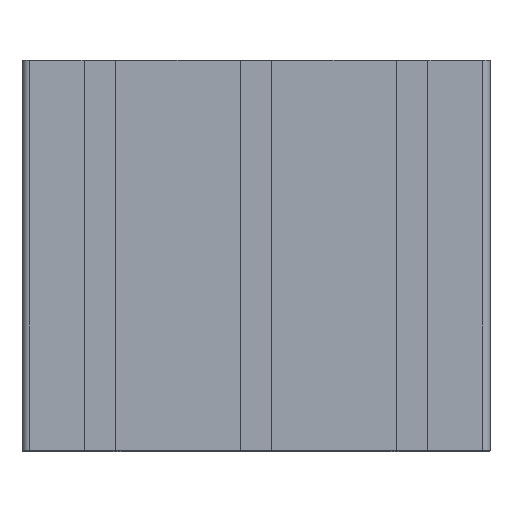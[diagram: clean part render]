
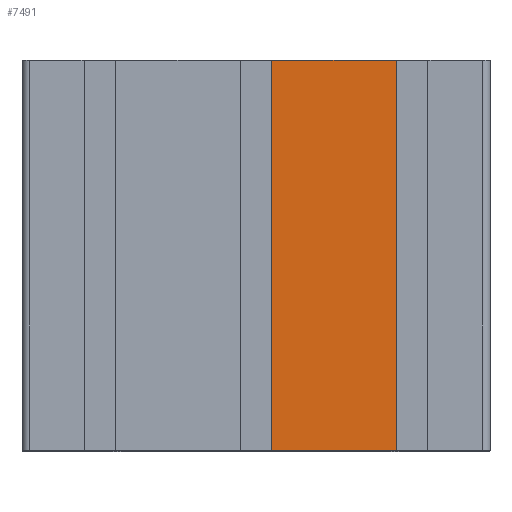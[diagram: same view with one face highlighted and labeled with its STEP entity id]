
A CAD part, top view. The second image highlights one B-rep face of the part: STEP entity #7491.
In plain terms, the highlighted planar face has unit normal (0, 0, 1).
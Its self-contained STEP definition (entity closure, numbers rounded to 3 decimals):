
#554=LINE('',#12165,#1322);
#556=LINE('',#12169,#1324);
#557=LINE('',#12171,#1325);
#558=LINE('',#12172,#1326);
#1322=VECTOR('',#9916,100.);
#1324=VECTOR('',#9920,31.8);
#1325=VECTOR('',#9921,100.);
#1326=VECTOR('',#9922,31.8);
#1690=PLANE('',#8125);
#2057=FACE_OUTER_BOUND('',#2442,.T.);
#2442=EDGE_LOOP('',(#5859,#5860,#5861,#5862));
#3475=VERTEX_POINT('',#12162);
#3476=VERTEX_POINT('',#12164);
#3477=VERTEX_POINT('',#12168);
#3478=VERTEX_POINT('',#12170);
#4482=EDGE_CURVE('',#3475,#3476,#554,.T.);
#4484=EDGE_CURVE('',#3477,#3475,#556,.T.);
#4485=EDGE_CURVE('',#3477,#3478,#557,.T.);
#4486=EDGE_CURVE('',#3478,#3476,#558,.T.);
#5859=ORIENTED_EDGE('',*,*,#4484,.F.);
#5860=ORIENTED_EDGE('',*,*,#4485,.T.);
#5861=ORIENTED_EDGE('',*,*,#4486,.T.);
#5862=ORIENTED_EDGE('',*,*,#4482,.F.);
#7491=ADVANCED_FACE('',(#2057),#1690,.F.);
#8125=AXIS2_PLACEMENT_3D('',#12167,#9918,#9919);
#9916=DIRECTION('',(0.,1.,0.));
#9918=DIRECTION('center_axis',(0.,0.,-1.));
#9919=DIRECTION('ref_axis',(-1.,0.,0.));
#9920=DIRECTION('',(-1.,0.,0.));
#9921=DIRECTION('',(0.,1.,0.));
#9922=DIRECTION('',(-1.,0.,0.));
#12162=CARTESIAN_POINT('',(4.1,0.,100.));
#12164=CARTESIAN_POINT('',(4.1,100.,100.));
#12165=CARTESIAN_POINT('',(4.1,0.,100.));
#12167=CARTESIAN_POINT('Origin',(35.9,0.,100.));
#12168=CARTESIAN_POINT('',(35.9,0.,100.));
#12169=CARTESIAN_POINT('',(35.9,0.,100.));
#12170=CARTESIAN_POINT('',(35.9,100.,100.));
#12171=CARTESIAN_POINT('',(35.9,0.,100.));
#12172=CARTESIAN_POINT('',(35.9,100.,100.));
